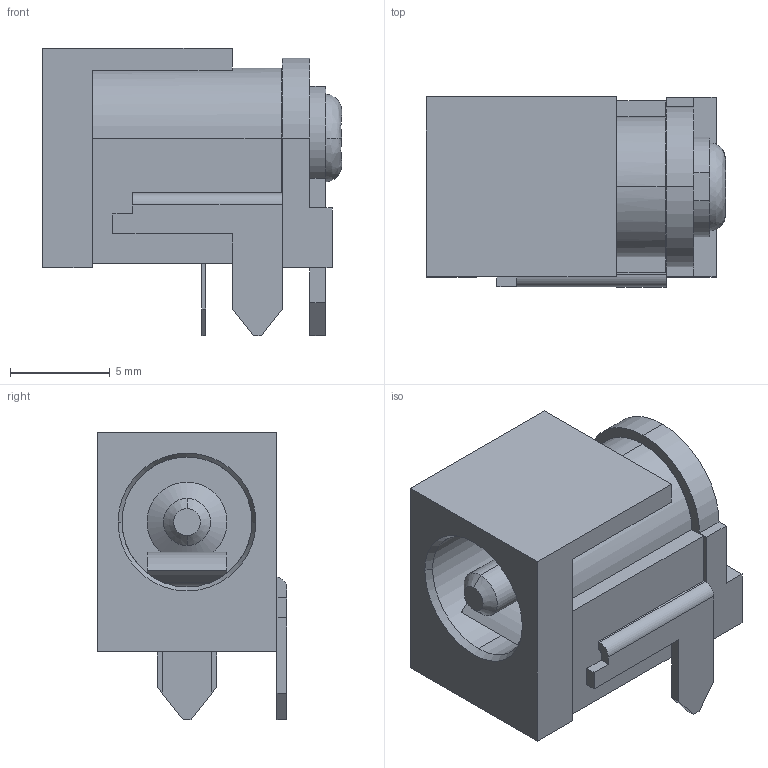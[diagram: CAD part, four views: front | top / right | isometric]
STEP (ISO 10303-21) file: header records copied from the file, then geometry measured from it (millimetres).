
FILE_DESCRIPTION (( 'STEP AP214' ), '1' );
FILE_NAME ('User Library-RAPC722X.STEP', '2015-01-22T17:23:13', ( 'Windows User' ), ( '' ), 'SwSTEP 2.0', 'SolidWorks 2015', '' );
FILE_SCHEMA (( 'AUTOMOTIVE_DESIGN' ));
Length unit declared in the file: millimetre
Products named in the file (1): User Library-RAPC722X
Bounding box: 14.97 x 9.5 x 14.4 mm (x, y, z)
Volume: 854.4 mm3; surface area: 1457 mm2
Topology: 1 solids, 2 shells, 121 faces, 325 edges, 212 vertices
Faces by surface type: plane 80, cylinder 28, cone 8, bspline 5
Entity records: 5187 total; most frequent: CARTESIAN_POINT 738, ORIENTED_EDGE 646, DIRECTION 637, EDGE_CURVE 323, VECTOR 239, LINE 239, VERTEX_POINT 212, AXIS2_PLACEMENT_3D 199
